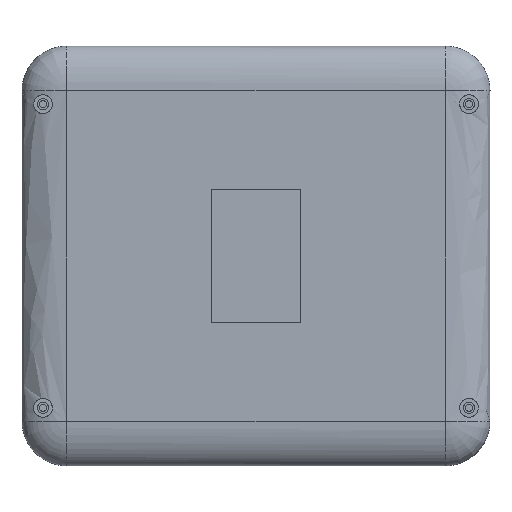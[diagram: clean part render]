
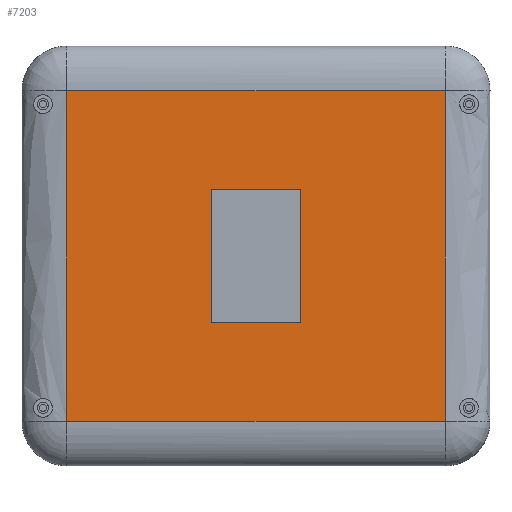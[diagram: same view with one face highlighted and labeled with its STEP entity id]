
A CAD part, front view. The second image highlights one B-rep face of the part: STEP entity #7203.
In plain terms, the highlighted face is planar.
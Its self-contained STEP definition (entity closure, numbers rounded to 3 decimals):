
#5853=CARTESIAN_POINT('',(42.4,5.35,37.));
#5855=DIRECTION('',(1.,0.,0.));
#5856=VECTOR('',#5855,84.8);
#5857=CARTESIAN_POINT('',(-42.4,5.35,37.));
#5858=LINE('',#5857,#5856);
#5931=DIRECTION('',(0.,0.,-1.));
#5932=VECTOR('',#5931,74.);
#5933=CARTESIAN_POINT('',(42.4,5.35,37.));
#5934=LINE('',#5933,#5932);
#6067=DIRECTION('',(0.,0.,1.));
#6068=VECTOR('',#6067,74.);
#6069=CARTESIAN_POINT('',(-42.4,5.35,
-37.));
#6070=LINE('',#6069,#6068);
#6157=DIRECTION('',(-1.,0.,0.));
#6158=VECTOR('',#6157,84.8);
#6159=CARTESIAN_POINT('',(42.4,5.35,-37.));
#6160=LINE('',#6159,#6158);
#6864=DIRECTION('',(0.,0.,1.));
#6865=VECTOR('',#6864,30.);
#6866=CARTESIAN_POINT('',(10.,5.35,-15.));
#6867=LINE('',#6866,#6865);
#6872=DIRECTION('',(-1.,0.,0.));
#6873=VECTOR('',#6872,20.);
#6874=CARTESIAN_POINT('',(10.,5.35,15.));
#6875=LINE('',#6874,#6873);
#6880=DIRECTION('',(0.,0.,-1.));
#6881=VECTOR('',#6880,30.);
#6882=CARTESIAN_POINT('',(-10.,5.35,15.));
#6883=LINE('',#6882,#6881);
#6888=DIRECTION('',(1.,0.,0.));
#6889=VECTOR('',#6888,20.);
#6890=CARTESIAN_POINT('',(-10.,5.35,-15.));
#6891=LINE('',#6890,#6889);
#6913=VERTEX_POINT('',#5853);
#6915=CARTESIAN_POINT('',(-42.4,5.35,37.));
#6916=VERTEX_POINT('',#6915);
#6919=CARTESIAN_POINT('',(42.4,5.35,-37.));
#6920=VERTEX_POINT('',#6919);
#6921=CARTESIAN_POINT('',(-42.4,5.35,
-37.));
#6922=VERTEX_POINT('',#6921);
#6923=CARTESIAN_POINT('',(10.,5.35,-15.));
#6924=CARTESIAN_POINT('',(10.,5.35,15.));
#6925=VERTEX_POINT('',#6923);
#6926=VERTEX_POINT('',#6924);
#6927=CARTESIAN_POINT('',(-10.,5.35,-15.));
#6928=VERTEX_POINT('',#6927);
#6929=CARTESIAN_POINT('',(-10.,5.35,15.));
#6930=VERTEX_POINT('',#6929);
#7179=CARTESIAN_POINT('',(-2835.462,5.35,-1425.42));
#7180=DIRECTION('',(0.,-1.,0.));
#7181=DIRECTION('',(1.,0.,0.));
#7182=AXIS2_PLACEMENT_3D('',#7179,#7180,#7181);
#7183=PLANE('',#7182);
#7185=ORIENTED_EDGE('',*,*,#7184,.F.);
#7186=ORIENTED_EDGE('',*,*,#7162,.F.);
#7188=ORIENTED_EDGE('',*,*,#7187,.F.);
#7190=ORIENTED_EDGE('',*,*,#7189,.F.);
#7191=EDGE_LOOP('',(#7185,#7186,#7188,#7190));
#7192=FACE_OUTER_BOUND('',#7191,.F.);
#7194=ORIENTED_EDGE('',*,*,#7193,.F.);
#7196=ORIENTED_EDGE('',*,*,#7195,.F.);
#7198=ORIENTED_EDGE('',*,*,#7197,.F.);
#7200=ORIENTED_EDGE('',*,*,#7199,.F.);
#7201=EDGE_LOOP('',(#7194,#7196,#7198,#7200));
#7202=FACE_BOUND('',#7201,.F.);
#7203=ADVANCED_FACE('',(#7192,#7202),#7183,.F.);
#7162=EDGE_CURVE('',#6916,#6913,#5858,.T.);
#7184=EDGE_CURVE('',#6913,#6920,#5934,.T.);
#7187=EDGE_CURVE('',#6922,#6916,#6070,.T.);
#7189=EDGE_CURVE('',#6920,#6922,#6160,.T.);
#7193=EDGE_CURVE('',#6925,#6926,#6867,.T.);
#7195=EDGE_CURVE('',#6928,#6925,#6891,.T.);
#7197=EDGE_CURVE('',#6930,#6928,#6883,.T.);
#7199=EDGE_CURVE('',#6926,#6930,#6875,.T.);
